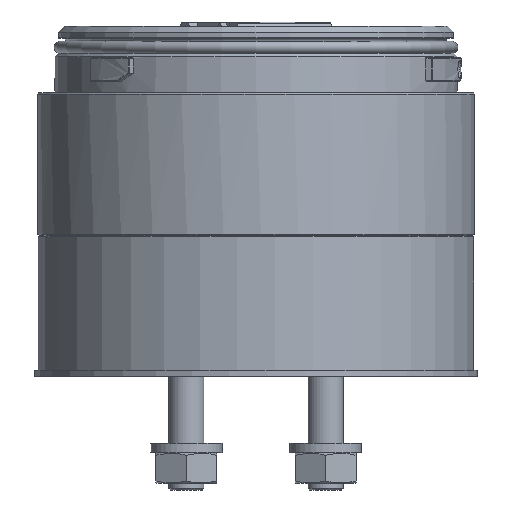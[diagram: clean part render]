
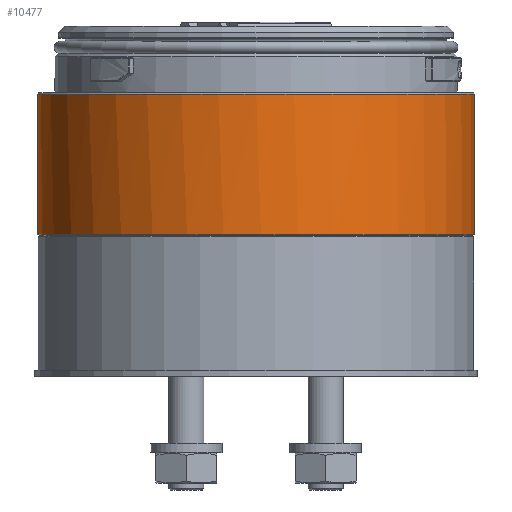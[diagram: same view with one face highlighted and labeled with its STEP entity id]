
A CAD part, front view. The second image highlights one B-rep face of the part: STEP entity #10477.
In plain terms, the highlighted cylindrical face has radius 36 mm (diameter 72 mm), a full revolution.
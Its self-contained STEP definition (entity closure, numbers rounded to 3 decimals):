
#1094=LINE('',#21202,#1834);
#1095=LINE('',#21206,#1835);
#1834=VECTOR('',#15227,1.);
#1835=VECTOR('',#15230,1.);
#3095=CYLINDRICAL_SURFACE('',#13002,36.);
#3625=EDGE_LOOP('',(#5589));
#3626=EDGE_LOOP('',(#5590,#5591,#5592,#5593));
#5589=ORIENTED_EDGE('',*,*,#8454,.T.);
#5590=ORIENTED_EDGE('',*,*,#8455,.T.);
#5591=ORIENTED_EDGE('',*,*,#8456,.T.);
#5592=ORIENTED_EDGE('',*,*,#8457,.T.);
#5593=ORIENTED_EDGE('',*,*,#8458,.F.);
#8454=EDGE_CURVE('',#11772,#11772,#9723,.T.);
#8455=EDGE_CURVE('',#11773,#11774,#9724,.T.);
#8456=EDGE_CURVE('',#11774,#11775,#1094,.T.);
#8457=EDGE_CURVE('',#11775,#11776,#9725,.T.);
#8458=EDGE_CURVE('',#11773,#11776,#1095,.T.);
#9723=CIRCLE('',#12999,36.);
#9724=CIRCLE('',#13000,36.);
#9725=CIRCLE('',#13001,36.);
#10477=ADVANCED_FACE('',(#11026,#11027),#3095,.T.);
#11026=FACE_BOUND('',#3625,.T.);
#11027=FACE_BOUND('',#3626,.T.);
#11772=VERTEX_POINT('',#21198);
#11773=VERTEX_POINT('',#21200);
#11774=VERTEX_POINT('',#21201);
#11775=VERTEX_POINT('',#21203);
#11776=VERTEX_POINT('',#21205);
#12999=AXIS2_PLACEMENT_3D('',#21197,#15223,#15224);
#13000=AXIS2_PLACEMENT_3D('',#21199,#15225,#15226);
#13001=AXIS2_PLACEMENT_3D('',#21204,#15228,#15229);
#13002=AXIS2_PLACEMENT_3D('',#21207,#15231,#15232);
#15223=DIRECTION('',(0.,0.,1.));
#15224=DIRECTION('',(1.,0.,0.));
#15225=DIRECTION('',(0.,0.,-1.));
#15226=DIRECTION('',(-1.,0.,0.));
#15227=DIRECTION('',(0.,0.,-1.));
#15228=DIRECTION('',(0.,0.,-1.));
#15229=DIRECTION('',(1.,0.,0.));
#15230=DIRECTION('',(0.,0.,-1.));
#15231=DIRECTION('',(0.,0.,-1.));
#15232=DIRECTION('',(1.,0.,0.));
#21197=CARTESIAN_POINT('',(0.,0.,-33.8));
#21198=CARTESIAN_POINT('',(36.,0.,-33.8));
#21199=CARTESIAN_POINT('',(0.,0.,-10.7));
#21200=CARTESIAN_POINT('',(-22.067,28.444,-10.7));
#21201=CARTESIAN_POINT('',(-23.234,27.499,-10.7));
#21202=CARTESIAN_POINT('',(-23.234,27.499,-34.));
#21203=CARTESIAN_POINT('',(-23.234,27.499,-18.7));
#21204=CARTESIAN_POINT('',(0.,0.,-18.7));
#21205=CARTESIAN_POINT('',(-22.067,28.444,-18.7));
#21206=CARTESIAN_POINT('',(-22.067,28.444,-34.));
#21207=CARTESIAN_POINT('',(0.,0.,-34.));
